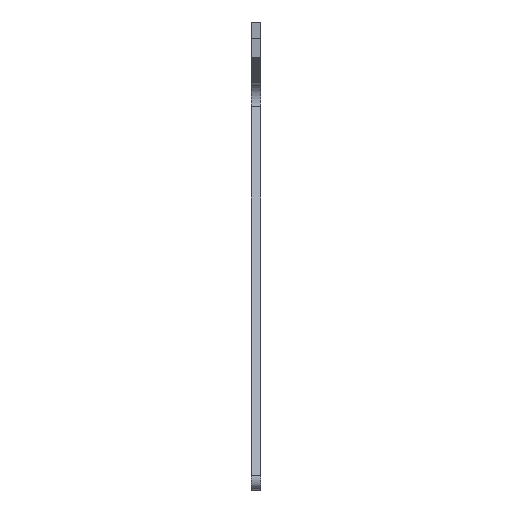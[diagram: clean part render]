
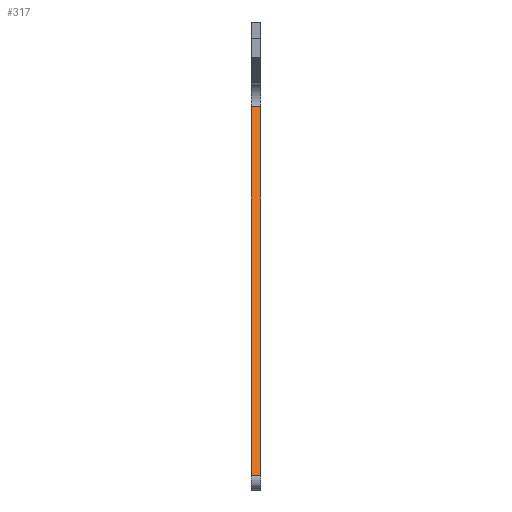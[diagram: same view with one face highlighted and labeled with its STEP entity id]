
A CAD part, top view. The second image highlights one B-rep face of the part: STEP entity #317.
In plain terms, the highlighted planar face has unit normal (0, 0.49, 0.872).
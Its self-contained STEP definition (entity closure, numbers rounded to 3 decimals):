
#265=CARTESIAN_POINT('Vertex',(-1.5,-14.449,29.186)) ;
#268=CARTESIAN_POINT('Line Origine',(0.,-14.449,29.186)) ;
#272=CARTESIAN_POINT('Vertex',(1.5,-14.449,29.186)) ;
#287=CARTESIAN_POINT('Axis2P3D Location',(1.5,-132.,95.236)) ;
#292=CARTESIAN_POINT('Line Origine',(1.5,-70.99,60.955)) ;
#296=CARTESIAN_POINT('Vertex',(1.5,-127.53,92.725)) ;
#299=CARTESIAN_POINT('Line Origine',(-1.5,-70.99,60.955)) ;
#303=CARTESIAN_POINT('Vertex',(-1.5,-127.53,92.725)) ;
#306=CARTESIAN_POINT('Line Origine',(0.,-127.53,92.725)) ;
#269=DIRECTION('Vector Direction',(-1.,0.,0.)) ;
#288=DIRECTION('Axis2P3D Direction',(0.,0.49,0.872)) ;
#289=DIRECTION('Axis2P3D XDirection',(0.,0.872,-0.49)) ;
#293=DIRECTION('Vector Direction',(0.,0.872,-0.49)) ;
#300=DIRECTION('Vector Direction',(0.,0.872,-0.49)) ;
#307=DIRECTION('Vector Direction',(-1.,0.,0.)) ;
#290=AXIS2_PLACEMENT_3D('Plane Axis2P3D',#287,#288,#289) ;
#312=ORIENTED_EDGE('',*,*,#298,.F.) ;
#313=ORIENTED_EDGE('',*,*,#274,.F.) ;
#314=ORIENTED_EDGE('',*,*,#305,.F.) ;
#315=ORIENTED_EDGE('',*,*,#310,.F.) ;
#270=VECTOR('Line Direction',#269,1.) ;
#294=VECTOR('Line Direction',#293,1.) ;
#301=VECTOR('Line Direction',#300,1.) ;
#308=VECTOR('Line Direction',#307,1.) ;
#317=ADVANCED_FACE('Corps principal',(#316),#291,.T.) ;
#274=EDGE_CURVE('',#266,#273,#271,.F.) ;
#298=EDGE_CURVE('',#273,#297,#295,.F.) ;
#305=EDGE_CURVE('',#304,#266,#302,.T.) ;
#310=EDGE_CURVE('',#297,#304,#309,.T.) ;
#311=EDGE_LOOP('',(#312,#313,#314,#315)) ;
#316=FACE_OUTER_BOUND('',#311,.T.) ;
#271=LINE('Line',#268,#270) ;
#295=LINE('Line',#292,#294) ;
#302=LINE('Line',#299,#301) ;
#309=LINE('Line',#306,#308) ;
#291=PLANE('',#290) ;
#266=VERTEX_POINT('',#265) ;
#273=VERTEX_POINT('',#272) ;
#297=VERTEX_POINT('',#296) ;
#304=VERTEX_POINT('',#303) ;
